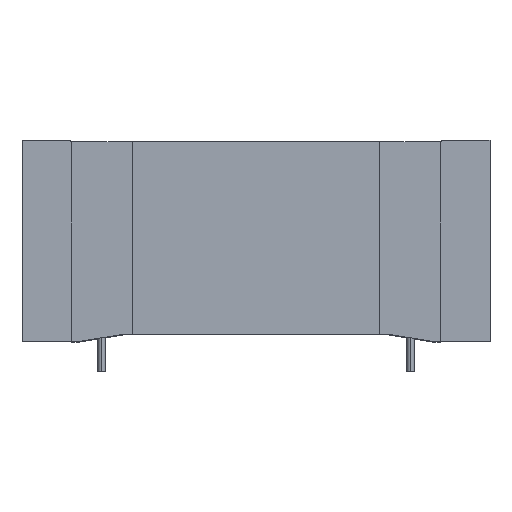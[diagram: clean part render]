
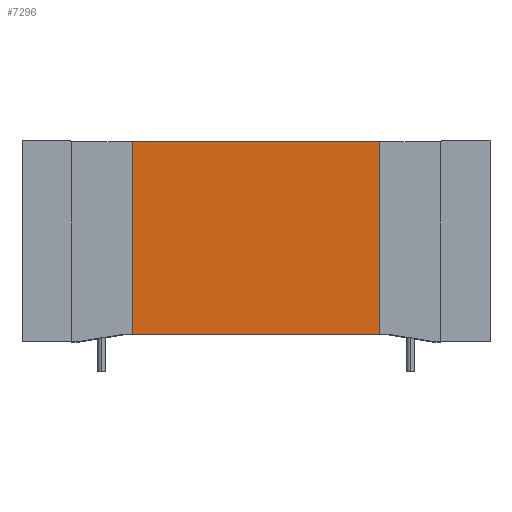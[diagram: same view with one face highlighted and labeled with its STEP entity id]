
A CAD part, top view. The second image highlights one B-rep face of the part: STEP entity #7296.
In plain terms, the highlighted planar face has unit normal (0, 0, 1).
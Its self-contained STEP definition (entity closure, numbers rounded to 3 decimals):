
#221 = LINE ( 'NONE', #524, #6126 ) ;
#334 = ORIENTED_EDGE ( 'NONE', *, *, #5753, .T. ) ;
#433 = LINE ( 'NONE', #845, #3501 ) ;
#524 = CARTESIAN_POINT ( 'NONE',  ( -7., 0.8, 20.95 ) ) ;
#574 = AXIS2_PLACEMENT_3D ( 'NONE', #919, #3284, #4951 ) ;
#845 = CARTESIAN_POINT ( 'NONE',  ( -14., 0., 20.95 ) ) ;
#919 = CARTESIAN_POINT ( 'NONE',  ( -7., 0., 20.95 ) ) ;
#1064 = CARTESIAN_POINT ( 'NONE',  ( -13.349, 22.6, 20.95 ) ) ;
#1148 = FACE_OUTER_BOUND ( 'NONE', #2720, .T. ) ;
#1160 = CARTESIAN_POINT ( 'NONE',  ( -14., 0.8, 20.95 ) ) ;
#1337 = LINE ( 'NONE', #1064, #5461 ) ;
#1636 = DIRECTION ( 'NONE',  ( 1., 0., 0. ) ) ;
#1816 = ORIENTED_EDGE ( 'NONE', *, *, #1933, .F. ) ;
#1933 = EDGE_CURVE ( 'Defeature ausgef�hrt1_95+Defeature ausgef�hrt1_144+Defeature ausgef�hrt1_143+Defeature ausgef�hrt1_145', #2519, #5869, #1337, .T. ) ;
#2217 = CARTESIAN_POINT ( 'NONE',  ( -14., 22.6, 20.95 ) ) ;
#2519 = VERTEX_POINT ( 'NONE', #2217 ) ;
#2720 = EDGE_LOOP ( 'NONE', ( #1816, #6765, #334, #6710 ) ) ;
#2806 = EDGE_CURVE ( 'Defeature ausgef�hrt1_144+Defeature ausgef�hrt1_143+Defeature ausgef�hrt1_95+Defeature ausgef�hrt1_158', #2519, #3775, #433, .T. ) ;
#2969 = LINE ( 'NONE', #4179, #6896 ) ;
#3284 = DIRECTION ( 'NONE',  ( 0., 0., 1. ) ) ;
#3501 = VECTOR ( 'NONE', #6586, 1000. ) ;
#3775 = VERTEX_POINT ( 'NONE', #1160 ) ;
#3973 = EDGE_CURVE ( 'Defeature ausgef�hrt1_144+Defeature ausgef�hrt1_145+Defeature ausgef�hrt1_158+Defeature ausgef�hrt1_95', #4128, #5869, #2969, .T. ) ;
#4128 = VERTEX_POINT ( 'NONE', #6211 ) ;
#4179 = CARTESIAN_POINT ( 'NONE',  ( 14., 0., 20.95 ) ) ;
#4951 = DIRECTION ( 'NONE',  ( 1., 0., 0. ) ) ;
#5461 = VECTOR ( 'NONE', #1636, 1000. ) ;
#5702 = DIRECTION ( 'NONE',  ( 1., 0., 0. ) ) ;
#5740 = CARTESIAN_POINT ( 'NONE',  ( 14., 22.6, 20.95 ) ) ;
#5753 = EDGE_CURVE ( 'Defeature ausgef�hrt1_144+Defeature ausgef�hrt1_158+Defeature ausgef�hrt1_143+Defeature ausgef�hrt1_145', #3775, #4128, #221, .T. ) ;
#5869 = VERTEX_POINT ( 'NONE', #5740 ) ;
#6126 = VECTOR ( 'NONE', #5702, 1000. ) ;
#6211 = CARTESIAN_POINT ( 'NONE',  ( 14., 0.8, 20.95 ) ) ;
#6465 = DIRECTION ( 'NONE',  ( 0., 1., 0. ) ) ;
#6585 = PLANE ( 'NONE',  #574 ) ;
#6586 = DIRECTION ( 'NONE',  ( 0., -1., 0. ) ) ;
#6710 = ORIENTED_EDGE ( 'NONE', *, *, #3973, .T. ) ;
#6765 = ORIENTED_EDGE ( 'NONE', *, *, #2806, .T. ) ;
#6896 = VECTOR ( 'NONE', #6465, 1000. ) ;
#7296 = ADVANCED_FACE ( 'Defeature ausgef�hrt1_144', ( #1148 ), #6585, .T. ) ;
